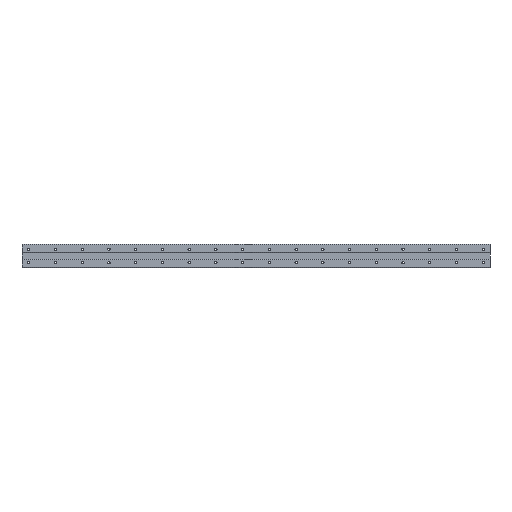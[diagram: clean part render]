
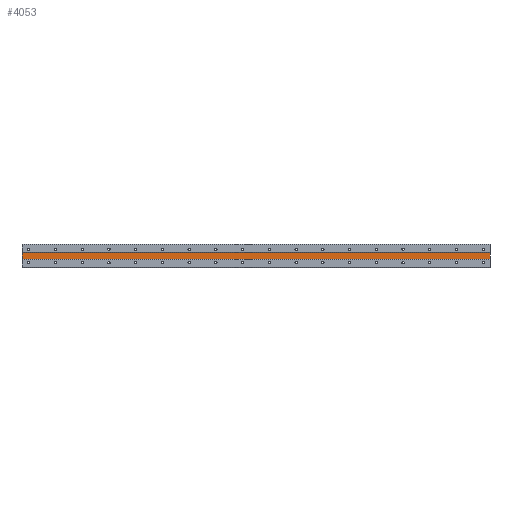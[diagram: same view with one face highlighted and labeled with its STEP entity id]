
A CAD part, front view. The second image highlights one B-rep face of the part: STEP entity #4053.
In plain terms, the highlighted planar face has unit normal (0, -1, 0).
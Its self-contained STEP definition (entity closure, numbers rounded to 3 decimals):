
#13 = FACE_OUTER_BOUND ( 'NONE', #3325, .T. ) ;
#37 = CARTESIAN_POINT ( 'NONE',  ( 1380., 1., 34.482 ) ) ;
#637 = ORIENTED_EDGE ( 'NONE', *, *, #643, .T. ) ;
#643 = EDGE_CURVE ( 'NONE', #2638, #1746, #2435, .T. ) ;
#911 = LINE ( 'NONE', #2464, #1375 ) ;
#1061 = DIRECTION ( 'NONE',  ( 0., 0., 1. ) ) ;
#1098 = EDGE_CURVE ( 'NONE', #1150, #2638, #1967, .T. ) ;
#1150 = VERTEX_POINT ( 'NONE', #3562 ) ;
#1174 = ORIENTED_EDGE ( 'NONE', *, *, #5409, .F. ) ;
#1375 = VECTOR ( 'NONE', #6553, 1000. ) ;
#1575 = DIRECTION ( 'NONE',  ( 0., 1., 0. ) ) ;
#1724 = VECTOR ( 'NONE', #3143, 1000. ) ;
#1746 = VERTEX_POINT ( 'NONE', #5664 ) ;
#1926 = CARTESIAN_POINT ( 'NONE',  ( -20., 1., 34.482 ) ) ;
#1967 = LINE ( 'NONE', #1926, #3179 ) ;
#2176 = CARTESIAN_POINT ( 'NONE',  ( 1380., 1., 10. ) ) ;
#2187 = CARTESIAN_POINT ( 'NONE',  ( -20., 1., -10. ) ) ;
#2426 = EDGE_CURVE ( 'NONE', #1150, #5464, #911, .T. ) ;
#2435 = LINE ( 'NONE', #5438, #5960 ) ;
#2464 = CARTESIAN_POINT ( 'NONE',  ( 1380., 1., 10. ) ) ;
#2638 = VERTEX_POINT ( 'NONE', #2187 ) ;
#2903 = ORIENTED_EDGE ( 'NONE', *, *, #1098, .T. ) ;
#3075 = LINE ( 'NONE', #37, #1724 ) ;
#3143 = DIRECTION ( 'NONE',  ( 0., 0., -1. ) ) ;
#3179 = VECTOR ( 'NONE', #3970, 1000. ) ;
#3325 = EDGE_LOOP ( 'NONE', ( #637, #1174, #4426, #2903 ) ) ;
#3503 = CARTESIAN_POINT ( 'NONE',  ( 1380., 1., 10. ) ) ;
#3562 = CARTESIAN_POINT ( 'NONE',  ( -20., 1., 10. ) ) ;
#3629 = AXIS2_PLACEMENT_3D ( 'NONE', #3503, #1575, #1061 ) ;
#3970 = DIRECTION ( 'NONE',  ( 0., 0., -1. ) ) ;
#4053 = ADVANCED_FACE ( 'NONE', ( #13 ), #6547, .F. ) ;
#4426 = ORIENTED_EDGE ( 'NONE', *, *, #2426, .F. ) ;
#4436 = DIRECTION ( 'NONE',  ( 1., 0., 0. ) ) ;
#5409 = EDGE_CURVE ( 'NONE', #5464, #1746, #3075, .T. ) ;
#5438 = CARTESIAN_POINT ( 'NONE',  ( 1380., 1., -10. ) ) ;
#5464 = VERTEX_POINT ( 'NONE', #2176 ) ;
#5664 = CARTESIAN_POINT ( 'NONE',  ( 1380., 1., -10. ) ) ;
#5960 = VECTOR ( 'NONE', #4436, 1000. ) ;
#6547 = PLANE ( 'NONE',  #3629 ) ;
#6553 = DIRECTION ( 'NONE',  ( 1., 0., 0. ) ) ;
